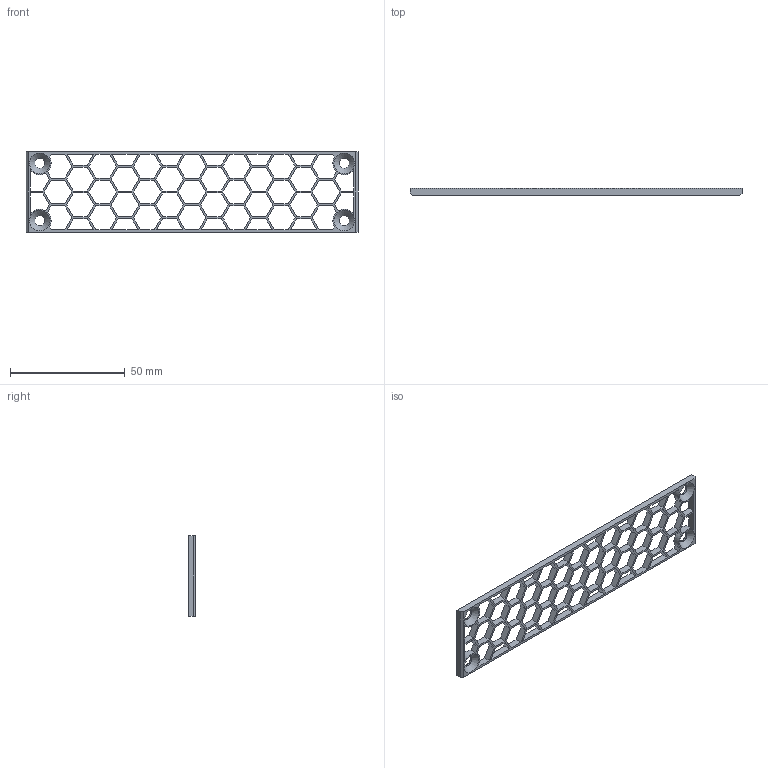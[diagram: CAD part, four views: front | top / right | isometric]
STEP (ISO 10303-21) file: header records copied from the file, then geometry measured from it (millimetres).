
FILE_DESCRIPTION(/* description */ (''),/* implementation_level */ '2;1');
FILE_NAME(/* name */ 'OSM - Outside Left Front Plate.step',/* time_stamp */ '2024-06-15T10:51:54-04:00',/* author */ (''),/* organization */ (''),/* preprocessor_version */ 'ST-DEVELOPER v20',/* originating_system */ 'Autodesk Translation Framework v13.14.0.145',/* authorisation */ '');
FILE_SCHEMA (('AUTOMOTIVE_DESIGN { 1 0 10303 214 3 1 1 }'));
Length unit declared in the file: millimetre
Products named in the file (1): Core
Bounding box: 144.8 x 3 x 35 mm (x, y, z)
Volume: 3514.8 mm3; surface area: 8611.4 mm2
Topology: 1 solids, 1 shells, 286 faces, 852 edges, 568 vertices
Faces by surface type: plane 270, cylinder 12, cone 4
Full cylindrical faces by diameter (mm): 4.5 x4
Entity records: 9662 total; most frequent: CARTESIAN_POINT 1707, ORIENTED_EDGE 1704, DIRECTION 1458, EDGE_CURVE 852, LINE 820, VECTOR 820, VERTEX_POINT 568, EDGE_LOOP 392
